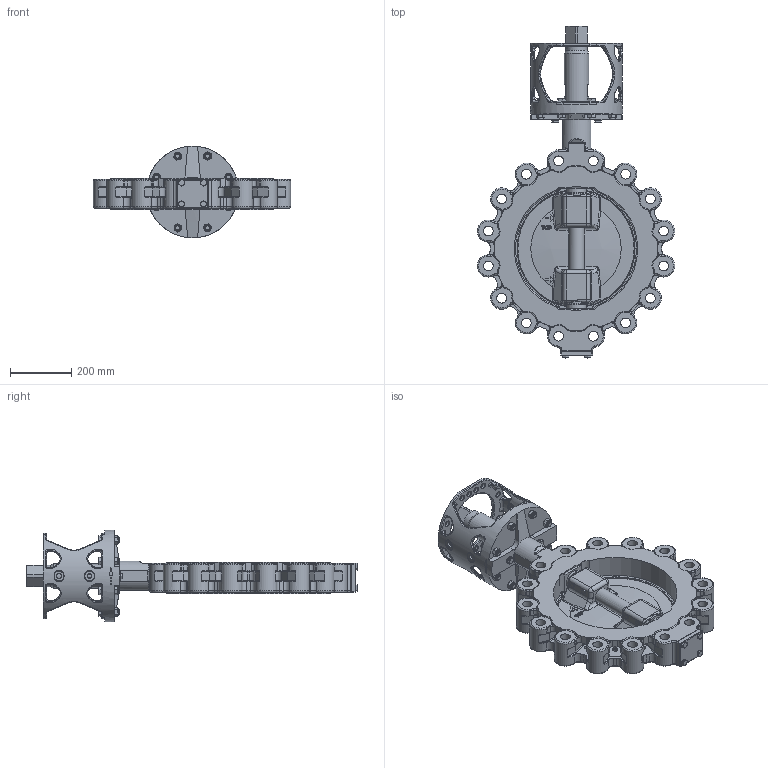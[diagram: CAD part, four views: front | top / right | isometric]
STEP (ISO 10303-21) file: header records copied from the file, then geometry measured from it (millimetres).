
FILE_DESCRIPTION(/* description */ (''),/* implementation_level */ '2;1');
FILE_NAME(/* name */ 'HP114-C DN400 PN40.stp',/* time_stamp */ '2018-12-05T07:32:30+01:00',/* author */ ('hellwig'),/* organization */ (''),/* preprocessor_version */ 'ST-DEVELOPER v16.5',/* originating_system */ 'Autodesk Inventor 2017',/* authorisation */ '');
FILE_SCHEMA (('CONFIG_CONTROL_DESIGN'));
Length unit declared in the file: millimetre
Products named in the file (1): MD_M76
Bounding box: 645.74 x 1086 x 300 mm (x, y, z)
Volume: 25416937.1 mm3; surface area: 2469140.2 mm2
Topology: 2 solids, 20 shells, 3401 faces, 8534 edges, 5224 vertices
Faces by surface type: plane 1081, cylinder 924, bspline 675, torus 492, cone 213, sphere 16
Full cylindrical faces by diameter (mm): 6.647 x10, 8 x8, 8.376 x2, 10.106 x4, 11.053 x6, 12 x8, 13 x4, 13.5 x4, 14 x6, 14.2 x4, 14.917 x8, 16 x30, 17 x2, 17.2 x6, 18 x8, 18.5 x24, 22 x8, 24 x2, 31.67 x16, 50 x2, 50.05 x2, 50.1 x1, 50.2 x3, 52.1 x1, 53.35 x2, 56.2 x2, 63 x2, 65.8 x1, 65.9 x1, 66 x2
Entity records: 131938 total; most frequent: CARTESIAN_POINT 52809, ORIENTED_EDGE 15862, DIRECTION 15110, EDGE_CURVE 7931, AXIS2_PLACEMENT_3D 6155, VERTEX_POINT 5088, EDGE_LOOP 4099, STYLED_ITEM 3403
